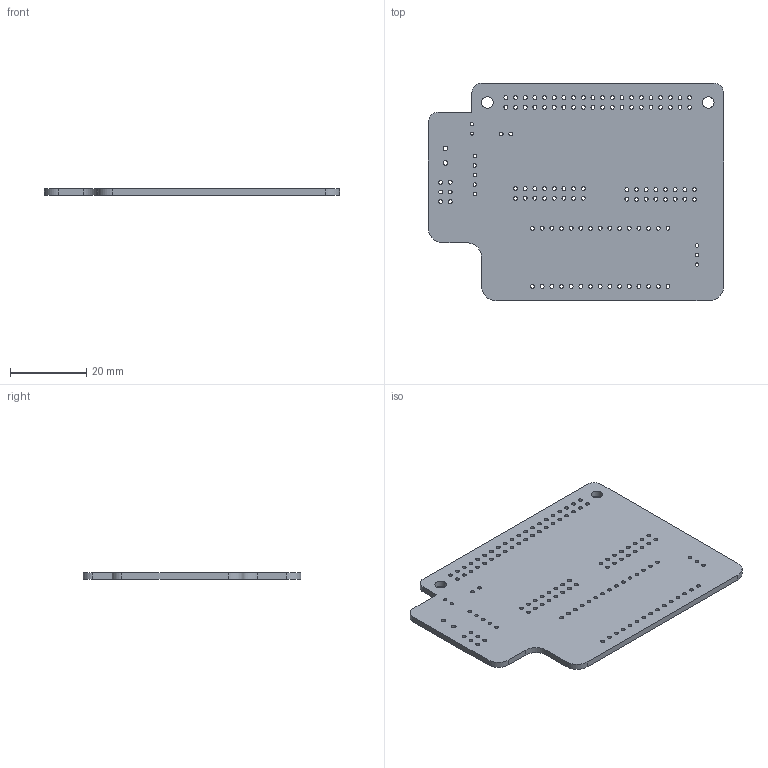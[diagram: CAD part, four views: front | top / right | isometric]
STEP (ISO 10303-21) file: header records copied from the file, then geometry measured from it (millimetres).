
FILE_DESCRIPTION(('KiCad electronic assembly'),'2;1');
FILE_NAME('active3-rpi-hub75-adapter.step','2022-05-11T22:42:15',( 'Pcbnew'),('Kicad'),'Open CASCADE STEP processor 7.6', 'KiCad to STEP converter','Unknown');
FILE_SCHEMA(('AUTOMOTIVE_DESIGN { 1 0 10303 214 1 1 1 1 }'));
Length unit declared in the file: millimetre
Products named in the file (2): active3-rpi-hub75-adapter 1; active3-rpi-hub75-adapter PCB
Assembly tree (1 placements, depth 2):
  active3-rpi-hub75-adapter 1
    active3-rpi-hub75-adapter PCB
Bounding box: 77.47 x 57.15 x 1.6 mm (x, y, z)
Volume: 6409.5 mm3; surface area: 9072.5 mm2
Topology: 1 solids, 1 shells, 141 faces, 417 edges, 278 vertices
Faces by surface type: cylinder 131, plane 10
Full cylindrical faces by diameter (mm): 0.8 x2, 0.95 x8, 1 x64, 1.016 x46, 1.2 x2, 3.048 x2
Entity records: 11623 total; most frequent: CARTESIAN_POINT 3244, DIRECTION 1537, ORIENTED_EDGE 834, PCURVE 834, DEFINITIONAL_REPRESENTATION 834, LINE 727, VECTOR 727, EDGE_CURVE 417
